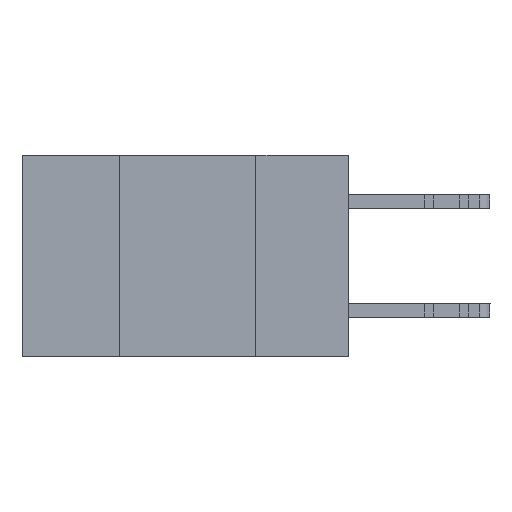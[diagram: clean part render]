
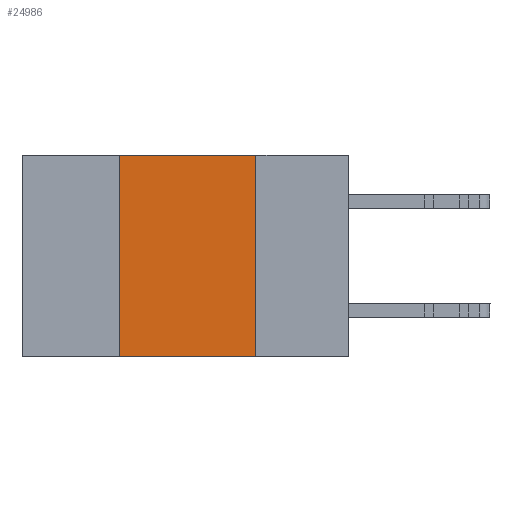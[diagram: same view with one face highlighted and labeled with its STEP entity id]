
A CAD part, left-side view. The second image highlights one B-rep face of the part: STEP entity #24986.
In plain terms, the highlighted planar face has unit normal (-1, 0, 0).
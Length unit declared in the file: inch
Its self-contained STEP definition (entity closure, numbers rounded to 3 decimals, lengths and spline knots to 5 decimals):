
#837 = VERTEX_POINT ( 'NONE', #27150 ) ;
#1164 = EDGE_CURVE ( 'NONE', #16437, #9094, #12772, .T. ) ;
#2638 = DIRECTION ( 'NONE',  ( 0., 0., -1. ) ) ;
#3224 = EDGE_CURVE ( 'NONE', #16437, #19726, #7394, .T. ) ;
#4372 = ORIENTED_EDGE ( 'NONE', *, *, #15468, .F. ) ;
#4610 = ORIENTED_EDGE ( 'NONE', *, *, #6323, .F. ) ;
#6105 = VECTOR ( 'NONE', #2638, 39.37008 ) ;
#6323 = EDGE_CURVE ( 'NONE', #19726, #837, #15179, .T. ) ;
#6501 = CARTESIAN_POINT ( 'NONE',  ( 0., 0.42, -0.37 ) ) ;
#6990 = FACE_OUTER_BOUND ( 'NONE', #16747, .T. ) ;
#7394 = LINE ( 'NONE', #8408, #11914 ) ;
#8408 = CARTESIAN_POINT ( 'NONE',  ( 0., 0.42, 0. ) ) ;
#9094 = VERTEX_POINT ( 'NONE', #19288 ) ;
#9786 = CARTESIAN_POINT ( 'NONE',  ( 0., 0.42, 0. ) ) ;
#10707 = ORIENTED_EDGE ( 'NONE', *, *, #3224, .F. ) ;
#10834 = VECTOR ( 'NONE', #13491, 39.37008 ) ;
#11914 = VECTOR ( 'NONE', #20978, 39.37008 ) ;
#11948 = DIRECTION ( 'NONE',  ( 1., 0., 0. ) ) ;
#12016 = CARTESIAN_POINT ( 'NONE',  ( 0., 0.17, 0. ) ) ;
#12772 = LINE ( 'NONE', #20470, #10834 ) ;
#13491 = DIRECTION ( 'NONE',  ( 0., -1., 0. ) ) ;
#14062 = PLANE ( 'NONE',  #23781 ) ;
#15179 = LINE ( 'NONE', #16744, #20106 ) ;
#15468 = EDGE_CURVE ( 'NONE', #837, #9094, #29922, .T. ) ;
#16437 = VERTEX_POINT ( 'NONE', #6501 ) ;
#16744 = CARTESIAN_POINT ( 'NONE',  ( 0., 0.6, 0. ) ) ;
#16747 = EDGE_LOOP ( 'NONE', ( #4372, #4610, #10707, #24335 ) ) ;
#19288 = CARTESIAN_POINT ( 'NONE',  ( 0., 0.17, -0.37 ) ) ;
#19345 = CARTESIAN_POINT ( 'NONE',  ( 0., 0.6, 0. ) ) ;
#19726 = VERTEX_POINT ( 'NONE', #9786 ) ;
#20106 = VECTOR ( 'NONE', #21722, 39.37008 ) ;
#20470 = CARTESIAN_POINT ( 'NONE',  ( 0., 0.6, -0.37 ) ) ;
#20978 = DIRECTION ( 'NONE',  ( 0., 0., 1. ) ) ;
#21722 = DIRECTION ( 'NONE',  ( 0., -1., 0. ) ) ;
#21787 = DIRECTION ( 'NONE',  ( 0., 0., -1. ) ) ;
#23781 = AXIS2_PLACEMENT_3D ( 'NONE', #19345, #11948, #21787 ) ;
#24335 = ORIENTED_EDGE ( 'NONE', *, *, #1164, .T. ) ;
#24986 = ADVANCED_FACE ( 'NONE', ( #6990 ), #14062, .F. ) ;
#27150 = CARTESIAN_POINT ( 'NONE',  ( 0., 0.17, 0. ) ) ;
#29922 = LINE ( 'NONE', #12016, #6105 ) ;
